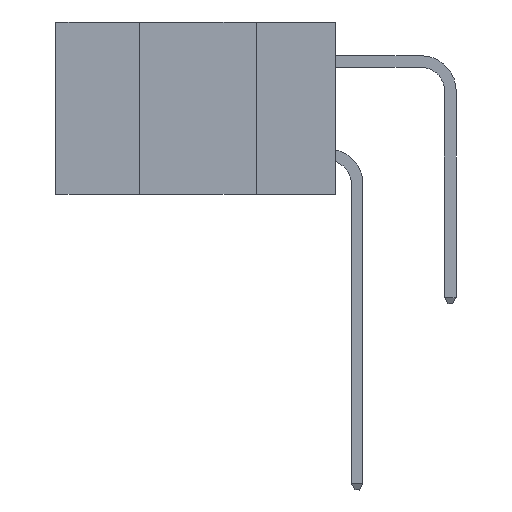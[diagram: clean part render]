
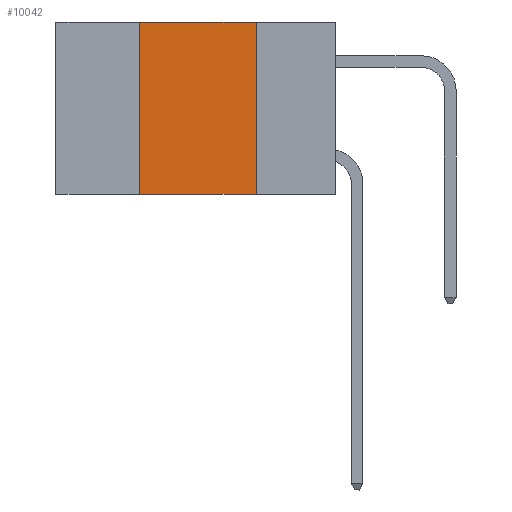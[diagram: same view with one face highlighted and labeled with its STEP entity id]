
A CAD part, left-side view. The second image highlights one B-rep face of the part: STEP entity #10042.
In plain terms, the highlighted planar face has unit normal (-1, 0, 0).
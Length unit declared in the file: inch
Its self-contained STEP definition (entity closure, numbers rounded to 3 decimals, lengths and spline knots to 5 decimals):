
#278 = VECTOR ( 'NONE', #14200, 39.37008 ) ;
#549 = DIRECTION ( 'NONE',  ( 0., -1., 0. ) ) ;
#1151 = EDGE_CURVE ( 'NONE', #14668, #8724, #10213, .T. ) ;
#1207 = DIRECTION ( 'NONE',  ( 0., 0., -1. ) ) ;
#1745 = ORIENTED_EDGE ( 'NONE', *, *, #12870, .T. ) ;
#2084 = VECTOR ( 'NONE', #549, 39.37008 ) ;
#2392 = PLANE ( 'NONE',  #18833 ) ;
#3519 = CARTESIAN_POINT ( 'NONE',  ( 0., 0.17, -0.37 ) ) ;
#3948 = CARTESIAN_POINT ( 'NONE',  ( 0., 0.17, 0. ) ) ;
#4299 = ORIENTED_EDGE ( 'NONE', *, *, #1151, .F. ) ;
#4885 = DIRECTION ( 'NONE',  ( 0., -1., 0. ) ) ;
#5237 = CARTESIAN_POINT ( 'NONE',  ( 0., 0.6, 0. ) ) ;
#5330 = DIRECTION ( 'NONE',  ( 1., 0., 0. ) ) ;
#6550 = VERTEX_POINT ( 'NONE', #3519 ) ;
#7778 = CARTESIAN_POINT ( 'NONE',  ( 0., 0.17, 0. ) ) ;
#7947 = LINE ( 'NONE', #8036, #14302 ) ;
#8036 = CARTESIAN_POINT ( 'NONE',  ( 0., 0.6, -0.37 ) ) ;
#8203 = CARTESIAN_POINT ( 'NONE',  ( 0., 0.6, 0. ) ) ;
#8344 = CARTESIAN_POINT ( 'NONE',  ( 0., 0.42, 0. ) ) ;
#8724 = VERTEX_POINT ( 'NONE', #7778 ) ;
#9650 = EDGE_LOOP ( 'NONE', ( #12167, #4299, #10533, #1745 ) ) ;
#10042 = ADVANCED_FACE ( 'NONE', ( #14336 ), #2392, .F. ) ;
#10213 = LINE ( 'NONE', #5237, #2084 ) ;
#10533 = ORIENTED_EDGE ( 'NONE', *, *, #15711, .F. ) ;
#12167 = ORIENTED_EDGE ( 'NONE', *, *, #14427, .F. ) ;
#12870 = EDGE_CURVE ( 'NONE', #13375, #6550, #7947, .T. ) ;
#13375 = VERTEX_POINT ( 'NONE', #17999 ) ;
#14200 = DIRECTION ( 'NONE',  ( 0., 0., -1. ) ) ;
#14302 = VECTOR ( 'NONE', #4885, 39.37008 ) ;
#14336 = FACE_OUTER_BOUND ( 'NONE', #9650, .T. ) ;
#14427 = EDGE_CURVE ( 'NONE', #8724, #6550, #15731, .T. ) ;
#14668 = VERTEX_POINT ( 'NONE', #16489 ) ;
#15711 = EDGE_CURVE ( 'NONE', #13375, #14668, #18522, .T. ) ;
#15731 = LINE ( 'NONE', #3948, #278 ) ;
#16489 = CARTESIAN_POINT ( 'NONE',  ( 0., 0.42, 0. ) ) ;
#17458 = DIRECTION ( 'NONE',  ( 0., 0., 1. ) ) ;
#17999 = CARTESIAN_POINT ( 'NONE',  ( 0., 0.42, -0.37 ) ) ;
#18447 = VECTOR ( 'NONE', #17458, 39.37008 ) ;
#18522 = LINE ( 'NONE', #8344, #18447 ) ;
#18833 = AXIS2_PLACEMENT_3D ( 'NONE', #8203, #5330, #1207 ) ;
